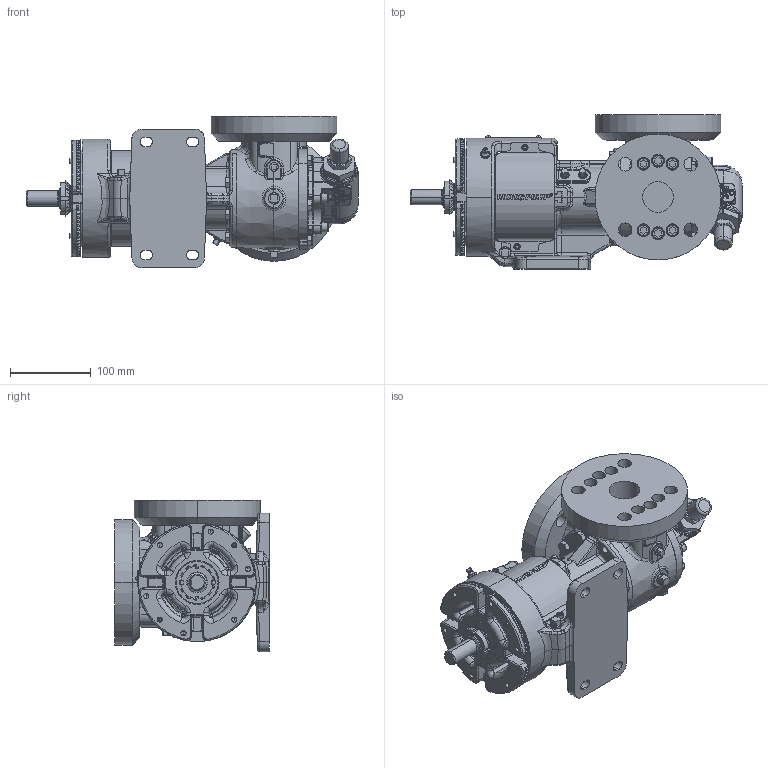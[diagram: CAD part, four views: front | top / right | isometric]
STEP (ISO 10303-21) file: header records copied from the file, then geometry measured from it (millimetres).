
FILE_DESCRIPTION (( 'STEP AP214' ), '1' );
FILE_NAME ('HV-4288.step', '2025-12-05T05:32:58', ( '' ), ( '' ), 'SwSTEP 2.0', 'SolidWorks 2024', '' );
FILE_SCHEMA (( 'AUTOMOTIVE_DESIGN' ));
Length unit declared in the file: millimetre
Products named in the file (1): HV-4288
Bounding box: 410.08 x 190.5 x 187.32 mm (x, y, z)
Volume: 4253873.7 mm3; surface area: 440975.7 mm2
Topology: 1 solids, 1 shells, 5139 faces, 13172 edges, 8279 vertices
Faces by surface type: plane 1875, bspline 1561, cylinder 1026, cone 489, torus 108, sphere 80
Entity records: 216637 total; most frequent: CARTESIAN_POINT 104567, ORIENTED_EDGE 26124, DIRECTION 18835, EDGE_CURVE 13062, VERTEX_POINT 8265, AXIS2_PLACEMENT_3D 6451, VECTOR 5933, LINE 5933
